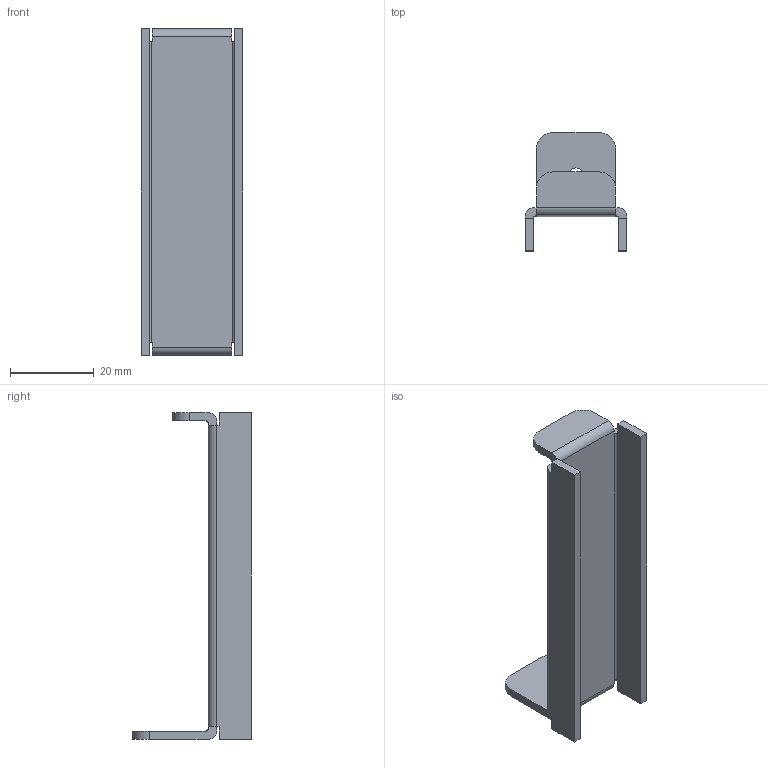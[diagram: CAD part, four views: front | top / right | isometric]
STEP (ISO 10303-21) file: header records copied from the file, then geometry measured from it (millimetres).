
FILE_DESCRIPTION(/* description */ (''),/* implementation_level */ '2;1');
FILE_NAME(/* name */ 'babin mount.stp',/* time_stamp */ '2020-11-19T20:18:29+03:00',/* author */ ('Max'),/* organization */ (''),/* preprocessor_version */ 'ST-DEVELOPER v16.5',/* originating_system */ 'Autodesk Inventor 2017',/* authorisation */ '');
FILE_SCHEMA (('AUTOMOTIVE_DESIGN { 1 0 10303 214 3 1 1 }'));
Length unit declared in the file: millimetre
Products named in the file (1): крепление \X2\04310430

Bounding box: 24.3 x 28.3 x 78 mm (x, y, z)
Volume: 7119.4 mm3; surface area: 7700.1 mm2
Topology: 1 solids, 1 shells, 43 faces, 123 edges, 82 vertices
Faces by surface type: plane 30, cylinder 13
Full cylindrical faces by diameter (mm): 3.2 x1
Entity records: 1426 total; most frequent: CARTESIAN_POINT 248, ORIENTED_EDGE 244, DIRECTION 236, EDGE_CURVE 122, LINE 96, VECTOR 96, VERTEX_POINT 82, AXIS2_PLACEMENT_3D 70
